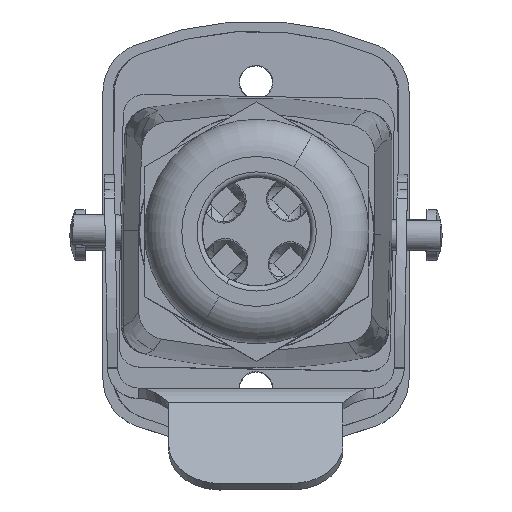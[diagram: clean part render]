
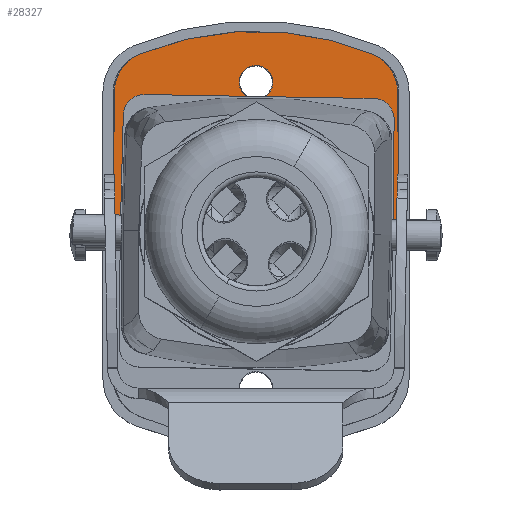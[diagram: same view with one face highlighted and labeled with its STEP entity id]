
A CAD part, top view. The second image highlights one B-rep face of the part: STEP entity #28327.
In plain terms, the highlighted planar face has unit normal (0, 0.018, 1).
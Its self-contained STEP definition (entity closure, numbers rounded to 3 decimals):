
#28297=AXIS2_PLACEMENT_3D('Plane Axis2P3D',#28294,#28295,#28296) ;
#27433=CARTESIAN_POINT('Line Origine',(5.25,25.024,4.92)) ;
#27437=CARTESIAN_POINT('Vertex',(6.25,25.024,4.92)) ;
#27439=CARTESIAN_POINT('Vertex',(4.25,25.024,4.92)) ;
#27498=CARTESIAN_POINT('Vertex',(32.25,25.024,4.92)) ;
#27501=CARTESIAN_POINT('Line Origine',(31.25,25.024,4.92)) ;
#27505=CARTESIAN_POINT('Vertex',(30.25,25.024,4.92)) ;
#27590=CARTESIAN_POINT('Vertex',(32.127,39.11,4.674)) ;
#27597=CARTESIAN_POINT('Vertex',(29.647,42.775,4.61)) ;
#27601=CARTESIAN_POINT('Control Point',(29.647,42.775,4.61)) ;
#27602=CARTESIAN_POINT('Control Point',(30.731,42.33,4.618)) ;
#27603=CARTESIAN_POINT('Control Point',(31.646,41.456,4.633)) ;
#27604=CARTESIAN_POINT('Control Point',(32.117,40.282,4.654)) ;
#27605=CARTESIAN_POINT('Control Point',(32.127,39.11,4.674)) ;
#27624=CARTESIAN_POINT('Vertex',(6.853,42.775,4.61)) ;
#27628=CARTESIAN_POINT('Control Point',(6.853,42.775,4.61)) ;
#27629=CARTESIAN_POINT('Control Point',(12.26,44.996,4.571)) ;
#27630=CARTESIAN_POINT('Control Point',(18.25,45.812,4.557)) ;
#27631=CARTESIAN_POINT('Control Point',(24.24,44.996,4.571)) ;
#27632=CARTESIAN_POINT('Control Point',(29.647,42.775,4.61)) ;
#27650=CARTESIAN_POINT('Vertex',(4.373,39.11,4.674)) ;
#27654=CARTESIAN_POINT('Control Point',(6.853,42.775,4.61)) ;
#27655=CARTESIAN_POINT('Control Point',(5.769,42.33,4.618)) ;
#27656=CARTESIAN_POINT('Control Point',(4.854,41.456,4.633)) ;
#27657=CARTESIAN_POINT('Control Point',(4.383,40.282,4.654)) ;
#27658=CARTESIAN_POINT('Control Point',(4.373,39.11,4.674)) ;
#27939=CARTESIAN_POINT('Vertex',(17.459,41.472,4.633)) ;
#27943=CARTESIAN_POINT('Control Point',(17.459,41.472,4.633)) ;
#27944=CARTESIAN_POINT('Control Point',(17.088,41.27,4.636)) ;
#27945=CARTESIAN_POINT('Control Point',(16.783,40.949,4.642)) ;
#27946=CARTESIAN_POINT('Control Point',(16.593,40.537,4.649)) ;
#27947=CARTESIAN_POINT('Control Point',(16.526,39.874,4.661)) ;
#27948=CARTESIAN_POINT('Control Point',(16.757,39.275,4.671)) ;
#27949=CARTESIAN_POINT('Control Point',(16.866,39.089,4.674)) ;
#27950=CARTESIAN_POINT('Control Point',(17.262,38.61,4.683)) ;
#27951=CARTESIAN_POINT('Control Point',(17.848,38.345,4.687)) ;
#27952=CARTESIAN_POINT('Control Point',(18.275,38.298,4.688)) ;
#27953=CARTESIAN_POINT('Control Point',(18.688,38.383,4.687)) ;
#27954=CARTESIAN_POINT('Control Point',(19.041,38.576,4.683)) ;
#27955=CARTESIAN_POINT('Vertex',(19.041,38.576,4.683)) ;
#27971=CARTESIAN_POINT('Control Point',(19.041,38.576,4.683)) ;
#27972=CARTESIAN_POINT('Control Point',(19.412,38.779,4.68)) ;
#27973=CARTESIAN_POINT('Control Point',(19.717,39.1,4.674)) ;
#27974=CARTESIAN_POINT('Control Point',(19.907,39.512,4.667)) ;
#27975=CARTESIAN_POINT('Control Point',(19.974,40.174,4.656)) ;
#27976=CARTESIAN_POINT('Control Point',(19.743,40.773,4.645)) ;
#27977=CARTESIAN_POINT('Control Point',(19.634,40.959,4.642)) ;
#27978=CARTESIAN_POINT('Control Point',(19.238,41.439,4.633)) ;
#27979=CARTESIAN_POINT('Control Point',(18.652,41.703,4.629)) ;
#27980=CARTESIAN_POINT('Control Point',(18.225,41.751,4.628)) ;
#27981=CARTESIAN_POINT('Control Point',(17.812,41.665,4.63)) ;
#27982=CARTESIAN_POINT('Control Point',(17.459,41.472,4.633)) ;
#28114=CARTESIAN_POINT('Line Origine',(30.173,29.452,4.843)) ;
#28118=CARTESIAN_POINT('Vertex',(30.095,33.88,4.765)) ;
#28175=CARTESIAN_POINT('Vertex',(26.896,37.024,4.711)) ;
#28179=CARTESIAN_POINT('Control Point',(26.896,37.024,4.711)) ;
#28180=CARTESIAN_POINT('Control Point',(27.89,37.024,4.711)) ;
#28181=CARTESIAN_POINT('Control Point',(28.885,36.639,4.717)) ;
#28182=CARTESIAN_POINT('Control Point',(29.676,35.863,4.731)) ;
#28183=CARTESIAN_POINT('Control Point',(30.078,34.874,4.748)) ;
#28184=CARTESIAN_POINT('Control Point',(30.095,33.88,4.765)) ;
#28198=CARTESIAN_POINT('Line Origine',(18.25,37.024,4.711)) ;
#28202=CARTESIAN_POINT('Vertex',(9.604,37.024,4.711)) ;
#28226=CARTESIAN_POINT('Vertex',(6.405,33.88,4.765)) ;
#28230=CARTESIAN_POINT('Control Point',(9.604,37.024,4.711)) ;
#28231=CARTESIAN_POINT('Control Point',(8.61,37.024,4.711)) ;
#28232=CARTESIAN_POINT('Control Point',(7.615,36.639,4.717)) ;
#28233=CARTESIAN_POINT('Control Point',(6.824,35.863,4.731)) ;
#28234=CARTESIAN_POINT('Control Point',(6.422,34.874,4.748)) ;
#28235=CARTESIAN_POINT('Control Point',(6.405,33.88,4.765)) ;
#28249=CARTESIAN_POINT('Line Origine',(6.327,29.452,4.843)) ;
#28294=CARTESIAN_POINT('Axis2P3D Location',(18.25,25.024,4.92)) ;
#28299=CARTESIAN_POINT('Line Origine',(32.189,32.067,4.797)) ;
#28304=CARTESIAN_POINT('Line Origine',(4.311,32.067,4.797)) ;
#27434=DIRECTION('Vector Direction',(-1.,0.,0.)) ;
#27502=DIRECTION('Vector Direction',(-1.,0.,0.)) ;
#28115=DIRECTION('Vector Direction',(-0.017,1.,-0.017)) ;
#28199=DIRECTION('Vector Direction',(1.,0.,0.)) ;
#28250=DIRECTION('Vector Direction',(0.017,1.,-0.017)) ;
#28295=DIRECTION('Axis2P3D Direction',(0.,0.017,1.)) ;
#28296=DIRECTION('Axis2P3D XDirection',(0.,1.,-0.017)) ;
#28300=DIRECTION('Vector Direction',(-0.009,1.,-0.017)) ;
#28305=DIRECTION('Vector Direction',(0.009,1.,-0.017)) ;
#27435=VECTOR('Line Direction',#27434,1.) ;
#27503=VECTOR('Line Direction',#27502,1.) ;
#28116=VECTOR('Line Direction',#28115,1.) ;
#28200=VECTOR('Line Direction',#28199,1.) ;
#28251=VECTOR('Line Direction',#28250,1.) ;
#28301=VECTOR('Line Direction',#28300,1.) ;
#28306=VECTOR('Line Direction',#28305,1.) ;
#28310=ORIENTED_EDGE('',*,*,#27507,.F.) ;
#28311=ORIENTED_EDGE('',*,*,#28303,.T.) ;
#28312=ORIENTED_EDGE('',*,*,#27606,.F.) ;
#28313=ORIENTED_EDGE('',*,*,#27633,.F.) ;
#28314=ORIENTED_EDGE('',*,*,#27659,.T.) ;
#28315=ORIENTED_EDGE('',*,*,#28308,.F.) ;
#28316=ORIENTED_EDGE('',*,*,#27441,.F.) ;
#28317=ORIENTED_EDGE('',*,*,#28253,.T.) ;
#28318=ORIENTED_EDGE('',*,*,#28236,.F.) ;
#28319=ORIENTED_EDGE('',*,*,#28204,.T.) ;
#28320=ORIENTED_EDGE('',*,*,#28185,.T.) ;
#28321=ORIENTED_EDGE('',*,*,#28120,.F.) ;
#28324=ORIENTED_EDGE('',*,*,#27983,.F.) ;
#28325=ORIENTED_EDGE('',*,*,#27957,.F.) ;
#28326=FACE_BOUND('',#28323,.T.) ;
#28327=ADVANCED_FACE('Hauptk\X2\00F6\X0\rper',(#28322,#28326),#28298,.T.) ;
#27600=B_SPLINE_CURVE_WITH_KNOTS('',4,(#27601,#27602,#27603,#27604,#27605),.UNSPECIFIED.,.F.,.U.,(5,5),(0.,6.633),.UNSPECIFIED.) ;
#27627=B_SPLINE_CURVE_WITH_KNOTS('',4,(#27628,#27629,#27630,#27631,#27632),.UNSPECIFIED.,.F.,.U.,(5,5),(0.,33.066),.UNSPECIFIED.) ;
#27653=B_SPLINE_CURVE_WITH_KNOTS('',4,(#27654,#27655,#27656,#27657,#27658),.UNSPECIFIED.,.F.,.U.,(5,5),(0.,6.633),.UNSPECIFIED.) ;
#27942=B_SPLINE_CURVE_WITH_KNOTS('',5,(#27943,#27944,#27945,#27946,#27947,#27948,#27949,#27950,#27951,#27952,#27953,#27954),.UNSPECIFIED.,.F.,.U.,(6,3,3,6),(0.,2.986,4.483,7.331),.UNSPECIFIED.) ;
#27970=B_SPLINE_CURVE_WITH_KNOTS('',5,(#27971,#27972,#27973,#27974,#27975,#27976,#27977,#27978,#27979,#27980,#27981,#27982),.UNSPECIFIED.,.F.,.U.,(6,3,3,6),(0.,2.986,4.483,7.331),.UNSPECIFIED.) ;
#28178=B_SPLINE_CURVE_WITH_KNOTS('',5,(#28179,#28180,#28181,#28182,#28183,#28184),.UNSPECIFIED.,.F.,.U.,(6,6),(0.,7.03),.UNSPECIFIED.) ;
#28229=B_SPLINE_CURVE_WITH_KNOTS('',5,(#28230,#28231,#28232,#28233,#28234,#28235),.UNSPECIFIED.,.F.,.U.,(6,6),(0.,7.03),.UNSPECIFIED.) ;
#27441=EDGE_CURVE('',#27438,#27440,#27436,.T.) ;
#27507=EDGE_CURVE('',#27499,#27506,#27504,.T.) ;
#27606=EDGE_CURVE('',#27598,#27591,#27600,.T.) ;
#27633=EDGE_CURVE('',#27625,#27598,#27627,.T.) ;
#27659=EDGE_CURVE('',#27625,#27651,#27653,.T.) ;
#27957=EDGE_CURVE('',#27940,#27956,#27942,.T.) ;
#27983=EDGE_CURVE('',#27956,#27940,#27970,.T.) ;
#28120=EDGE_CURVE('',#27506,#28119,#28117,.T.) ;
#28185=EDGE_CURVE('',#28176,#28119,#28178,.T.) ;
#28204=EDGE_CURVE('',#28203,#28176,#28201,.T.) ;
#28236=EDGE_CURVE('',#28203,#28227,#28229,.T.) ;
#28253=EDGE_CURVE('',#27438,#28227,#28252,.T.) ;
#28303=EDGE_CURVE('',#27499,#27591,#28302,.T.) ;
#28308=EDGE_CURVE('',#27440,#27651,#28307,.T.) ;
#28309=EDGE_LOOP('',(#28310,#28311,#28312,#28313,#28314,#28315,#28316,#28317,#28318,#28319,#28320,#28321)) ;
#28323=EDGE_LOOP('',(#28324,#28325)) ;
#28322=FACE_OUTER_BOUND('',#28309,.T.) ;
#27436=LINE('Line',#27433,#27435) ;
#27504=LINE('Line',#27501,#27503) ;
#28117=LINE('Line',#28114,#28116) ;
#28201=LINE('Line',#28198,#28200) ;
#28252=LINE('Line',#28249,#28251) ;
#28302=LINE('Line',#28299,#28301) ;
#28307=LINE('Line',#28304,#28306) ;
#28298=PLANE('',#28297) ;
#27438=VERTEX_POINT('',#27437) ;
#27440=VERTEX_POINT('',#27439) ;
#27499=VERTEX_POINT('',#27498) ;
#27506=VERTEX_POINT('',#27505) ;
#27591=VERTEX_POINT('',#27590) ;
#27598=VERTEX_POINT('',#27597) ;
#27625=VERTEX_POINT('',#27624) ;
#27651=VERTEX_POINT('',#27650) ;
#27940=VERTEX_POINT('',#27939) ;
#27956=VERTEX_POINT('',#27955) ;
#28119=VERTEX_POINT('',#28118) ;
#28176=VERTEX_POINT('',#28175) ;
#28203=VERTEX_POINT('',#28202) ;
#28227=VERTEX_POINT('',#28226) ;
